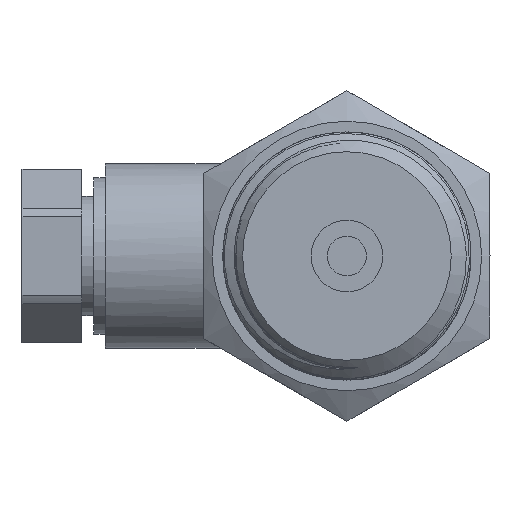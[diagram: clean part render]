
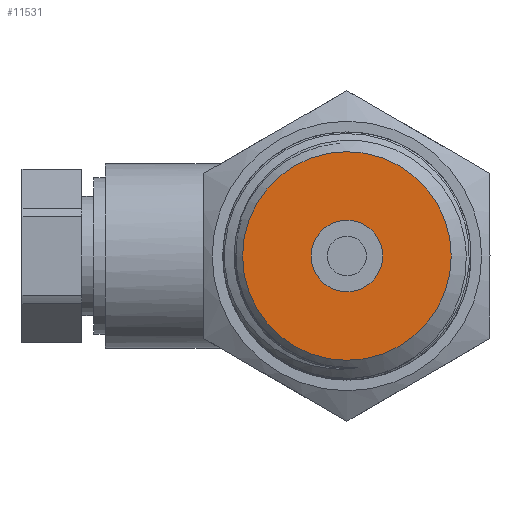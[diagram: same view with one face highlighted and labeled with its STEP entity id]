
A CAD part, left-side view. The second image highlights one B-rep face of the part: STEP entity #11531.
In plain terms, the highlighted planar face has unit normal (-1, 0, 0).
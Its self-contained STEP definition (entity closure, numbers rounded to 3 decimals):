
#3053=FACE_BOUND('',#3802,.T.);
#3120=FACE_OUTER_BOUND('',#3801,.T.);
#3801=EDGE_LOOP('',(#7746));
#3802=EDGE_LOOP('',(#7747));
#4534=CIRCLE('',#12275,8.75);
#4535=CIRCLE('',#12277,3.);
#4685=VERTEX_POINT('',#15057);
#4686=VERTEX_POINT('',#15061);
#5905=EDGE_CURVE('',#4685,#4685,#4534,.T.);
#5906=EDGE_CURVE('',#4686,#4686,#4535,.T.);
#7746=ORIENTED_EDGE('',*,*,#5905,.F.);
#7747=ORIENTED_EDGE('',*,*,#5906,.T.);
#11322=PLANE('',#12276);
#11531=ADVANCED_FACE('',(#3120,#3053),#11322,.T.);
#12275=AXIS2_PLACEMENT_3D('',#15059,#12885,#12886);
#12276=AXIS2_PLACEMENT_3D('',#15060,#12887,#12888);
#12277=AXIS2_PLACEMENT_3D('',#15062,#12889,#12890);
#12885=DIRECTION('center_axis',(1.,0.,0.));
#12886=DIRECTION('ref_axis',(0.,0.,-1.));
#12887=DIRECTION('center_axis',(-1.,0.,0.));
#12888=DIRECTION('ref_axis',(0.,0.,1.));
#12889=DIRECTION('center_axis',(1.,0.,0.));
#12890=DIRECTION('ref_axis',(0.,0.,-1.));
#15057=CARTESIAN_POINT('',(3.,-8.75,0.));
#15059=CARTESIAN_POINT('Origin',(3.,0.,0.));
#15060=CARTESIAN_POINT('Origin',(3.,8.75,0.));
#15061=CARTESIAN_POINT('',(3.,-3.,0.));
#15062=CARTESIAN_POINT('Origin',(3.,0.,0.));
